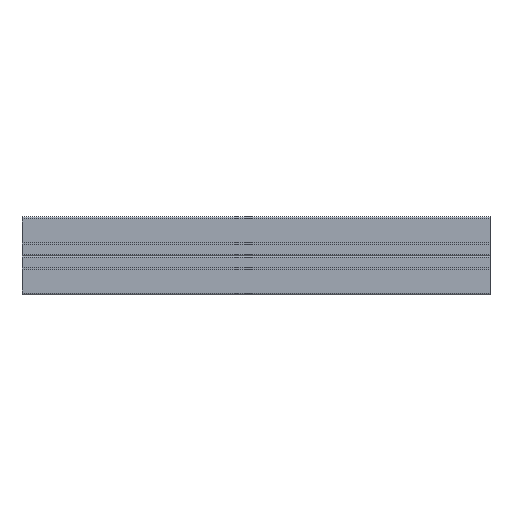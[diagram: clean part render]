
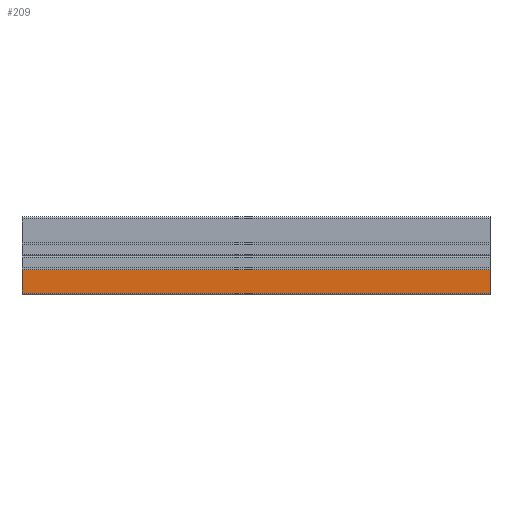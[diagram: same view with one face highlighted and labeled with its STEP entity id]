
A CAD part, left-side view. The second image highlights one B-rep face of the part: STEP entity #209.
In plain terms, the highlighted planar face has unit normal (-1, 0, 0).
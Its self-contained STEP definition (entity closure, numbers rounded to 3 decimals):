
#209=ADVANCED_FACE('',(#473),#474,.T.);
#473=FACE_OUTER_BOUND('',#789,.T.);
#474=PLANE('',#790);
#789=EDGE_LOOP('',(#1399,#1400,#1401,#1402));
#790=AXIS2_PLACEMENT_3D('',#1403,#1404,#1405);
#1399=ORIENTED_EDGE('',*,*,#2236,.T.);
#1400=ORIENTED_EDGE('',*,*,#2237,.F.);
#1401=ORIENTED_EDGE('',*,*,#2238,.T.);
#1402=ORIENTED_EDGE('',*,*,#2082,.T.);
#1403=CARTESIAN_POINT('',(-10.0,0.0,0.));
#1404=DIRECTION('',(-1.0,-0.0,0.0));
#1405=DIRECTION('',(0.0,0.,-1.0));
#2082=EDGE_CURVE('',#2564,#2562,#2565,.T.);
#2236=EDGE_CURVE('',#2562,#2810,#2811,.T.);
#2237=EDGE_CURVE('',#2812,#2810,#2813,.T.);
#2238=EDGE_CURVE('',#2812,#2564,#2814,.T.);
#2562=VERTEX_POINT('',#3239);
#2564=VERTEX_POINT('',#3242);
#2565=LINE('',#3243,#3244);
#2810=VERTEX_POINT('',#3598);
#2811=LINE('',#3599,#3600);
#2812=VERTEX_POINT('',#3601);
#2813=LINE('',#3602,#3603);
#2814=LINE('',#3604,#3605);
#3239=CARTESIAN_POINT('',(-10.0,-120.0,-3.5));
#3242=CARTESIAN_POINT('',(-10.0,-120.0,-9.5));
#3243=CARTESIAN_POINT('',(-10.0,-120.0,-9.5));
#3244=VECTOR('',#3945,1.0);
#3598=CARTESIAN_POINT('',(-10.,0.,-3.5));
#3599=CARTESIAN_POINT('',(-10.0,0.,-3.5));
#3600=VECTOR('',#4115,1.0);
#3601=CARTESIAN_POINT('',(-10.0,0.,-9.5));
#3602=CARTESIAN_POINT('',(-10.0,0.,-9.5));
#3603=VECTOR('',#4116,1.0);
#3604=CARTESIAN_POINT('',(-10.0,0.,-9.5));
#3605=VECTOR('',#4117,1.0);
#3945=DIRECTION('',(0.0,0.,1.0));
#4115=DIRECTION('',(0.0,1.0,0.));
#4116=DIRECTION('',(0.0,0.,1.0));
#4117=DIRECTION('',(0.0,-1.0,0.));
